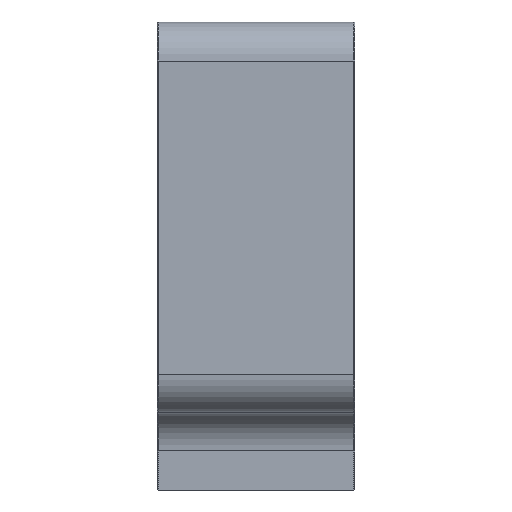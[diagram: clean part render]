
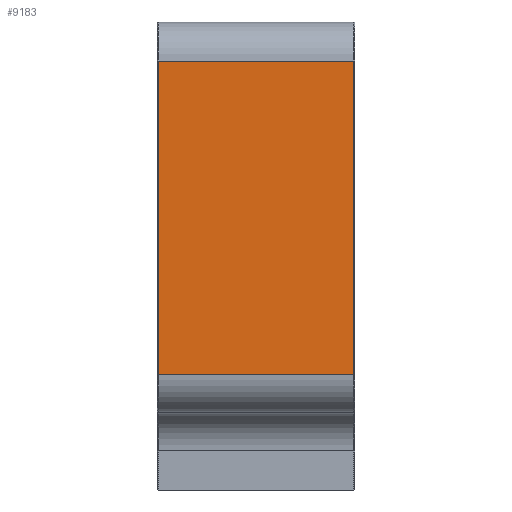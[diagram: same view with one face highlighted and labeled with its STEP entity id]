
A CAD part, left-side view. The second image highlights one B-rep face of the part: STEP entity #9183.
In plain terms, the highlighted planar face has unit normal (-1, 0, 0).
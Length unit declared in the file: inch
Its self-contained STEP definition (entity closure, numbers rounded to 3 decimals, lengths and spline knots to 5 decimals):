
#462 = CARTESIAN_POINT ( 'NONE',  ( -2.2, 0.95, -1.13546 ) ) ;
#564 = EDGE_CURVE ( 'NONE', #9171, #3624, #7573, .T. ) ;
#856 = LINE ( 'NONE', #6536, #3941 ) ;
#1408 = AXIS2_PLACEMENT_3D ( 'NONE', #4861, #7362, #2624 ) ;
#2110 = DIRECTION ( 'NONE',  ( 0., 0., -1. ) ) ;
#2151 = CARTESIAN_POINT ( 'NONE',  ( -2.2, -0.94, 1.875 ) ) ;
#2624 = DIRECTION ( 'NONE',  ( 0., 0., -1. ) ) ;
#2736 = VERTEX_POINT ( 'NONE', #8795 ) ;
#3005 = EDGE_CURVE ( 'NONE', #3624, #2736, #8908, .T. ) ;
#3352 = FACE_OUTER_BOUND ( 'NONE', #6690, .T. ) ;
#3522 = ORIENTED_EDGE ( 'NONE', *, *, #8762, .T. ) ;
#3624 = VERTEX_POINT ( 'NONE', #5614 ) ;
#3648 = CARTESIAN_POINT ( 'NONE',  ( -2.2, 0.94, -1.13546 ) ) ;
#3759 = DIRECTION ( 'NONE',  ( 0., 1., 0. ) ) ;
#3941 = VECTOR ( 'NONE', #8081, 39.37008 ) ;
#4821 = EDGE_CURVE ( 'NONE', #2736, #9392, #856, .T. ) ;
#4861 = CARTESIAN_POINT ( 'NONE',  ( -2.2, 0.95, -2.25 ) ) ;
#5074 = VECTOR ( 'NONE', #2110, 39.37008 ) ;
#5490 = ORIENTED_EDGE ( 'NONE', *, *, #3005, .T. ) ;
#5614 = CARTESIAN_POINT ( 'NONE',  ( -2.2, 0.94, -1.13546 ) ) ;
#5766 = PLANE ( 'NONE',  #1408 ) ;
#6189 = VECTOR ( 'NONE', #3759, 39.37008 ) ;
#6295 = ORIENTED_EDGE ( 'NONE', *, *, #564, .T. ) ;
#6368 = VECTOR ( 'NONE', #10083, 39.37008 ) ;
#6536 = CARTESIAN_POINT ( 'NONE',  ( -2.2, -0.94, -2.25 ) ) ;
#6690 = EDGE_LOOP ( 'NONE', ( #5490, #10208, #3522, #6295 ) ) ;
#6827 = LINE ( 'NONE', #8010, #6189 ) ;
#7362 = DIRECTION ( 'NONE',  ( 1., 0., 0. ) ) ;
#7573 = LINE ( 'NONE', #3648, #5074 ) ;
#8010 = CARTESIAN_POINT ( 'NONE',  ( -2.2, 0.95, 1.875 ) ) ;
#8081 = DIRECTION ( 'NONE',  ( 0., 0., 1. ) ) ;
#8762 = EDGE_CURVE ( 'NONE', #9392, #9171, #6827, .T. ) ;
#8795 = CARTESIAN_POINT ( 'NONE',  ( -2.2, -0.94, -1.13546 ) ) ;
#8908 = LINE ( 'NONE', #462, #6368 ) ;
#9171 = VERTEX_POINT ( 'NONE', #9621 ) ;
#9183 = ADVANCED_FACE ( 'NONE', ( #3352 ), #5766, .F. ) ;
#9392 = VERTEX_POINT ( 'NONE', #2151 ) ;
#9621 = CARTESIAN_POINT ( 'NONE',  ( -2.2, 0.94, 1.875 ) ) ;
#10083 = DIRECTION ( 'NONE',  ( 0., -1., 0. ) ) ;
#10208 = ORIENTED_EDGE ( 'NONE', *, *, #4821, .T. ) ;
